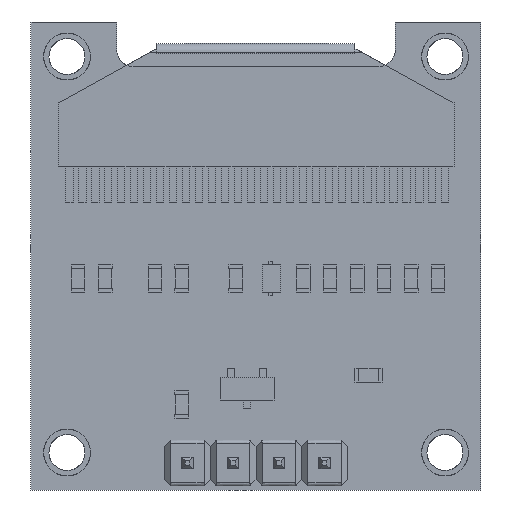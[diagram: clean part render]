
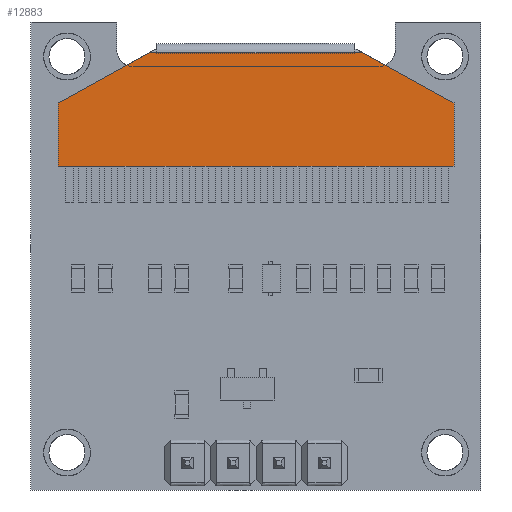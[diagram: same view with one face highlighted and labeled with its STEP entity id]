
A CAD part, front view. The second image highlights one B-rep face of the part: STEP entity #12883.
In plain terms, the highlighted free-form (B-spline) face has degree [1, 1] with [2, 2] control points.
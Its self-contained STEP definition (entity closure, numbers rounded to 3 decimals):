
#12785=CARTESIAN_POINT('',(5.897,-0.05,11.3));
#12786=VERTEX_POINT('',#12785);
#12795=CARTESIAN_POINT('',(11.,-0.05,8.5));
#12796=VERTEX_POINT('',#12795);
#12797=CARTESIAN_POINT('',(11.,-0.05,8.5));
#12798=CARTESIAN_POINT('',(5.897,-0.05,11.3));
#12799=B_SPLINE_CURVE_WITH_KNOTS('',1,(#12797,#12798),.UNSPECIFIED.,.F.,.F.,(2,2),(-0.468,0.114),.UNSPECIFIED.);
#12800=EDGE_CURVE('',#12796,#12786,#12799,.T.);
#12821=CARTESIAN_POINT('',(-5.897,-0.05,11.3));
#12822=VERTEX_POINT('',#12821);
#12835=CARTESIAN_POINT('',(-11.,-0.05,8.5));
#12836=VERTEX_POINT('',#12835);
#12842=CARTESIAN_POINT('',(-5.897,-0.05,11.3));
#12843=CARTESIAN_POINT('',(-11.,-0.05,8.5));
#12844=B_SPLINE_CURVE_WITH_KNOTS('',1,(#12842,#12843),.UNSPECIFIED.,.F.,.F.,(2,2),(0.199,0.781),.UNSPECIFIED.);
#12845=EDGE_CURVE('',#12822,#12836,#12844,.T.);
#12850=CARTESIAN_POINT('',(-11.,-0.05,11.3));
#12851=CARTESIAN_POINT('',(11.,-0.05,11.3));
#12852=CARTESIAN_POINT('',(-11.,-0.05,5.));
#12853=CARTESIAN_POINT('',(11.,-0.05,5.));
#12854=B_SPLINE_SURFACE_WITH_KNOTS('',1,1,((#12850,#12851),(#12852,#12853)),.UNSPECIFIED.,.F.,.F.,.U.,(2,2),(2,2),(-0.34,0.29),(-1.1,1.1),.UNSPECIFIED.);
#12855=ORIENTED_EDGE('',*,*,#12800,.T.);
#12856=CARTESIAN_POINT('',(-5.897,-0.05,11.3));
#12857=CARTESIAN_POINT('',(5.897,-0.05,11.3));
#12858=B_SPLINE_CURVE_WITH_KNOTS('',1,(#12856,#12857),.UNSPECIFIED.,.F.,.F.,(2,2),(-0.865,0.315),.UNSPECIFIED.);
#12859=EDGE_CURVE('',#12822,#12786,#12858,.T.);
#12860=ORIENTED_EDGE('',*,*,#12859,.F.);
#12861=ORIENTED_EDGE('',*,*,#12845,.T.);
#12862=CARTESIAN_POINT('',(-11.,-0.05,5.));
#12863=VERTEX_POINT('',#12862);
#12864=CARTESIAN_POINT('',(-11.,-0.05,8.5));
#12865=CARTESIAN_POINT('',(-11.,-0.05,5.));
#12866=B_SPLINE_CURVE_WITH_KNOTS('',1,(#12864,#12865),.UNSPECIFIED.,.F.,.F.,(2,2),(0.,0.35),.UNSPECIFIED.);
#12867=EDGE_CURVE('',#12836,#12863,#12866,.T.);
#12868=ORIENTED_EDGE('',*,*,#12867,.T.);
#12869=CARTESIAN_POINT('',(11.,-0.05,5.));
#12870=VERTEX_POINT('',#12869);
#12871=CARTESIAN_POINT('',(-11.,-0.05,5.));
#12872=CARTESIAN_POINT('',(11.,-0.05,5.));
#12873=B_SPLINE_CURVE_WITH_KNOTS('',1,(#12871,#12872),.UNSPECIFIED.,.F.,.F.,(2,2),(0.,2.2),.UNSPECIFIED.);
#12874=EDGE_CURVE('',#12863,#12870,#12873,.T.);
#12875=ORIENTED_EDGE('',*,*,#12874,.T.);
#12876=CARTESIAN_POINT('',(11.,-0.05,5.));
#12877=CARTESIAN_POINT('',(11.,-0.05,8.5));
#12878=B_SPLINE_CURVE_WITH_KNOTS('',1,(#12876,#12877),.UNSPECIFIED.,.F.,.F.,(2,2),(0.,0.35),.UNSPECIFIED.);
#12879=EDGE_CURVE('',#12870,#12796,#12878,.T.);
#12880=ORIENTED_EDGE('',*,*,#12879,.T.);
#12881=EDGE_LOOP('',(#12855,#12860,#12861,#12868,#12875,#12880));
#12882=FACE_BOUND('',#12881,.T.);
#12883=ADVANCED_FACE('',(#12882),#12854,.T.);
